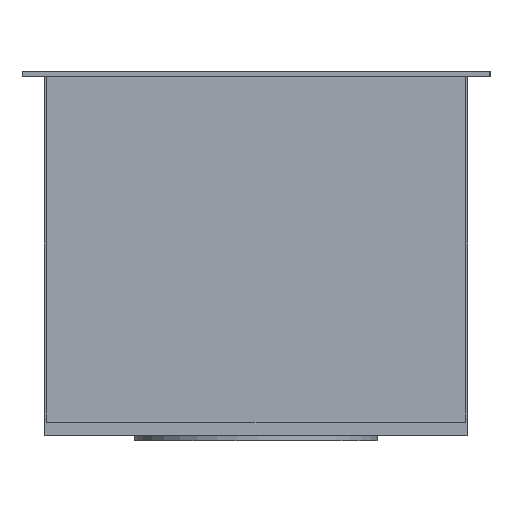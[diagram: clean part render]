
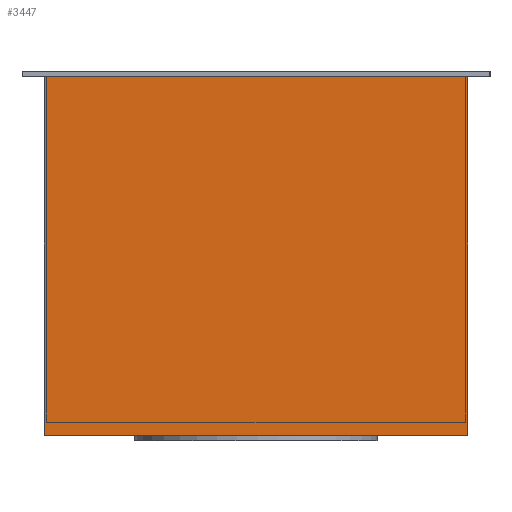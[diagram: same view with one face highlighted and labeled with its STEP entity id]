
A CAD part, front view. The second image highlights one B-rep face of the part: STEP entity #3447.
In plain terms, the highlighted planar face has unit normal (0, -1, 0).
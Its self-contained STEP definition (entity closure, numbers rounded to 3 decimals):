
#192 = PLANE ( 'NONE',  #4947 ) ;
#237 = VECTOR ( 'NONE', #2766, 1000. ) ;
#373 = CARTESIAN_POINT ( 'NONE',  ( -78.5, -236., 133. ) ) ;
#442 = DIRECTION ( 'NONE',  ( 1., 0., 0. ) ) ;
#507 = EDGE_CURVE ( 'NONE', #6506, #3206, #4699, .T. ) ;
#1021 = EDGE_LOOP ( 'NONE', ( #2706, #3767, #6715, #4417 ) ) ;
#1407 = FACE_OUTER_BOUND ( 'NONE', #1021, .T. ) ;
#1483 = CARTESIAN_POINT ( 'NONE',  ( 78.5, -236., 0. ) ) ;
#1837 = CARTESIAN_POINT ( 'NONE',  ( -78.5, -236., 133. ) ) ;
#2188 = VECTOR ( 'NONE', #6961, 1000. ) ;
#2364 = VERTEX_POINT ( 'NONE', #7894 ) ;
#2706 = ORIENTED_EDGE ( 'NONE', *, *, #4436, .F. ) ;
#2766 = DIRECTION ( 'NONE',  ( 0., 0., 1. ) ) ;
#2927 = DIRECTION ( 'NONE',  ( 0., 0., 1. ) ) ;
#3089 = VERTEX_POINT ( 'NONE', #5564 ) ;
#3206 = VERTEX_POINT ( 'NONE', #373 ) ;
#3241 = EDGE_CURVE ( 'NONE', #6506, #3089, #3614, .T. ) ;
#3402 = LINE ( 'NONE', #1483, #237 ) ;
#3447 = ADVANCED_FACE ( 'NONE', ( #1407 ), #192, .T. ) ;
#3614 = LINE ( 'NONE', #8064, #4542 ) ;
#3767 = ORIENTED_EDGE ( 'NONE', *, *, #507, .F. ) ;
#4417 = ORIENTED_EDGE ( 'NONE', *, *, #5572, .T. ) ;
#4436 = EDGE_CURVE ( 'NONE', #3206, #2364, #5031, .T. ) ;
#4542 = VECTOR ( 'NONE', #442, 1000. ) ;
#4627 = CARTESIAN_POINT ( 'NONE',  ( -78.5, -236., 0. ) ) ;
#4699 = LINE ( 'NONE', #5941, #8093 ) ;
#4947 = AXIS2_PLACEMENT_3D ( 'NONE', #4627, #7275, #2927 ) ;
#5031 = LINE ( 'NONE', #1837, #2188 ) ;
#5564 = CARTESIAN_POINT ( 'NONE',  ( 78.5, -236., 0. ) ) ;
#5572 = EDGE_CURVE ( 'NONE', #3089, #2364, #3402, .T. ) ;
#5771 = CARTESIAN_POINT ( 'NONE',  ( -78.5, -236., 0. ) ) ;
#5941 = CARTESIAN_POINT ( 'NONE',  ( -78.5, -236., 0. ) ) ;
#6506 = VERTEX_POINT ( 'NONE', #5771 ) ;
#6715 = ORIENTED_EDGE ( 'NONE', *, *, #3241, .T. ) ;
#6961 = DIRECTION ( 'NONE',  ( 1., 0., 0. ) ) ;
#7275 = DIRECTION ( 'NONE',  ( 0., -1., 0. ) ) ;
#7280 = DIRECTION ( 'NONE',  ( 0., 0., 1. ) ) ;
#7894 = CARTESIAN_POINT ( 'NONE',  ( 78.5, -236., 133. ) ) ;
#8064 = CARTESIAN_POINT ( 'NONE',  ( -78.5, -236., 0. ) ) ;
#8093 = VECTOR ( 'NONE', #7280, 1000. ) ;
